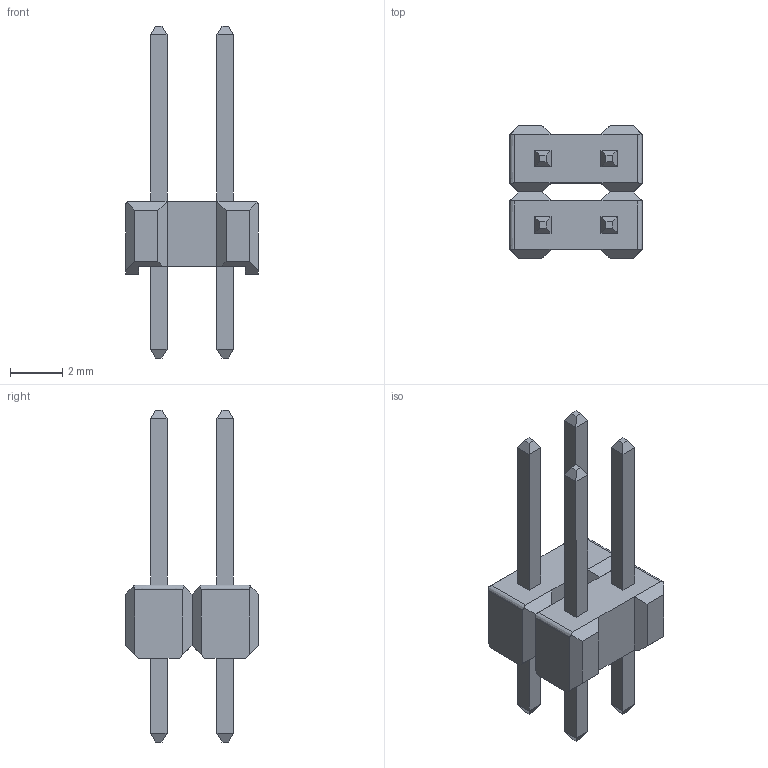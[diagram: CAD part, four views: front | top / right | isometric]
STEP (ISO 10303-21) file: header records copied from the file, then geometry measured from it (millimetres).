
FILE_DESCRIPTION(('FreeCAD Model'),'2;1');
FILE_NAME( 'Pin_Header_Straight_2x02.STEP', '2016-03-20T01:58:35',('Author'),(''), 'Open CASCADE STEP processor 6.8','FreeCAD','Unknown');
FILE_SCHEMA(('AUTOMOTIVE_DESIGN_CC2 { 1 2 10303 214 -1 1 5 4 }'));
Length unit declared in the file: millimetre
Products named in the file (7): Document; Document001; Document002; Document003; Document004; Document005; Document006
Bounding box: 5.08 x 5.08 x 12.7 mm (x, y, z)
Volume: 71.6 mm3; surface area: 269.4 mm2
Topology: 6 solids, 6 shells, 136 faces, 339 edges, 217 vertices
Faces by surface type: plane 124, bspline 12
Entity records: 8221 total; most frequent: CARTESIAN_POINT 3198, B_SPLINE_CURVE_WITH_KNOTS 1003, ORIENTED_EDGE 664, PCURVE 664, DEFINITIONAL_REPRESENTATION 664, EDGE_CURVE 332, SURFACE_CURVE 332, DIRECTION 250
